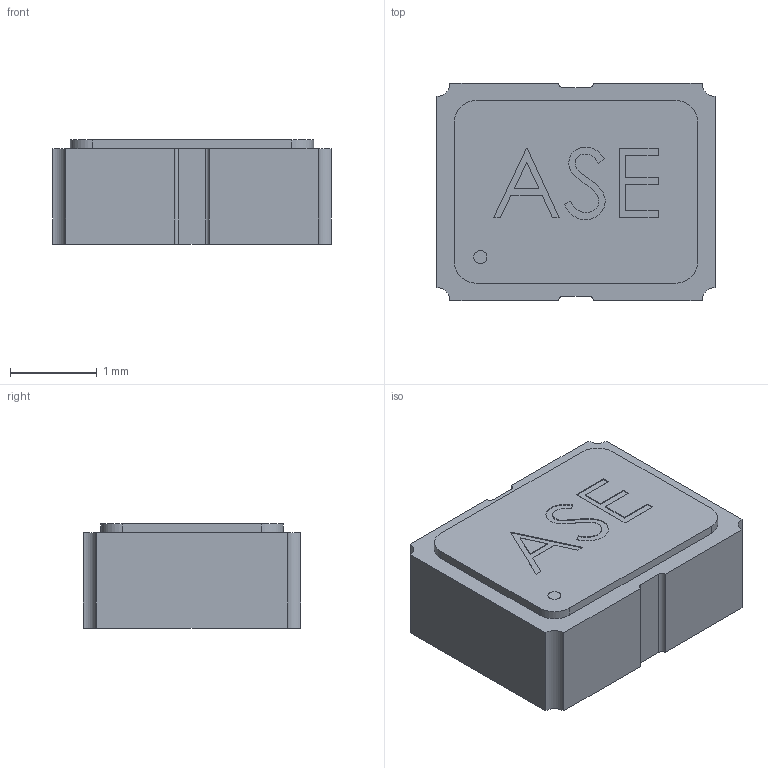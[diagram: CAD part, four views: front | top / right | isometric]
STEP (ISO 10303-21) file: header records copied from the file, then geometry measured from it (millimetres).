
FILE_DESCRIPTION(('FreeCAD Model'),'2;1');
FILE_NAME('ASE.step','2018-02-01T21:30:39',( 'kicad StepUp'),('ksu MCAD'),'Open CASCADE STEP processor 6.8', 'FreeCAD','Unknown');
FILE_SCHEMA(('AUTOMOTIVE_DESIGN_CC2 { 1 2 10303 214 -1 1 5 4 }'));
Length unit declared in the file: millimetre
Products named in the file (1): ASE
Bounding box: 3.2 x 2.5 x 1.2 mm (x, y, z)
Volume: 9.3 mm3; surface area: 29.2 mm2
Topology: 1 solids, 1 shells, 103 faces, 285 edges, 190 vertices
Faces by surface type: plane 66, cylinder 22, bspline 15
Entity records: 4637 total; most frequent: CARTESIAN_POINT 1322, ORIENTED_EDGE 570, DIRECTION 477, EDGE_CURVE 285, LINE 211, VECTOR 211, VERTEX_POINT 190, AXIS2_PLACEMENT_3D 133
